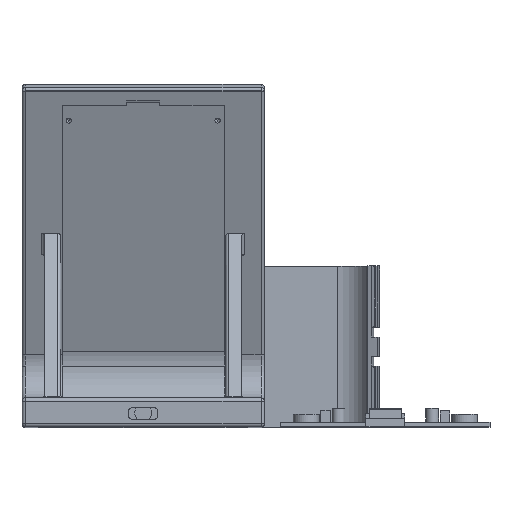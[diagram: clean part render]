
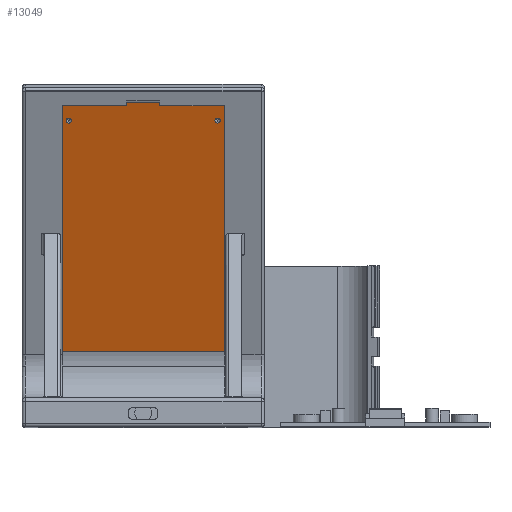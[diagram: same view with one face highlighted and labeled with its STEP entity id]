
A CAD part, top view. The second image highlights one B-rep face of the part: STEP entity #13049.
In plain terms, the highlighted planar face has unit normal (0, -0.342, 0.94).
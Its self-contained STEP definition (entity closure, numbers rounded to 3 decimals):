
#223 = CARTESIAN_POINT ( 'NONE',  ( -25.1, -128820.748, -46926.469 ) ) ;
#429 = CARTESIAN_POINT ( 'NONE',  ( 23., 95.688, -4.724 ) ) ;
#433 = VERTEX_POINT ( 'NONE', #18069 ) ;
#495 = DIRECTION ( 'NONE',  ( 0., 0.94, 0.342 ) ) ;
#513 = DIRECTION ( 'NONE',  ( 1., 0., 0. ) ) ;
#1041 = EDGE_CURVE ( 'NONE', #16467, #16864, #13529, .T. ) ;
#1886 = ORIENTED_EDGE ( 'NONE', *, *, #1041, .T. ) ;
#2012 = DIRECTION ( 'NONE',  ( 0., 0.342, -0.94 ) ) ;
#2368 = CARTESIAN_POINT ( 'NONE',  ( -25.1, 23.48, -31.005 ) ) ;
#2430 = VERTEX_POINT ( 'NONE', #17890 ) ;
#3245 = EDGE_CURVE ( 'NONE', #16864, #16654, #3487, .T. ) ;
#3349 = EDGE_CURVE ( 'NONE', #2430, #13198, #4347, .T. ) ;
#3487 = LINE ( 'NONE', #6233, #12255 ) ;
#4347 = CIRCLE ( 'NONE', #8585, 0.825 ) ;
#4932 = DIRECTION ( 'NONE',  ( 0., -0.342, 0.94 ) ) ;
#5167 = CARTESIAN_POINT ( 'NONE',  ( -25.1, 100.609, -2.932 ) ) ;
#5383 = VERTEX_POINT ( 'NONE', #429 ) ;
#6012 = DIRECTION ( 'NONE',  ( 0., 0.94, 0.342 ) ) ;
#6194 = FACE_BOUND ( 'NONE', #15481, .T. ) ;
#6233 = CARTESIAN_POINT ( 'NONE',  ( 25.1, -128820.748, -46926.469 ) ) ;
#6341 = CARTESIAN_POINT ( 'NONE',  ( 25.1, 100.609, -2.932 ) ) ;
#6636 = CARTESIAN_POINT ( 'NONE',  ( -23., 94.912, -5.006 ) ) ;
#6691 = CARTESIAN_POINT ( 'NONE',  ( 23., 94.912, -5.006 ) ) ;
#6730 = VECTOR ( 'NONE', #16249, 1000. ) ;
#7206 = ORIENTED_EDGE ( 'NONE', *, *, #11597, .F. ) ;
#7438 = FACE_OUTER_BOUND ( 'NONE', #8471, .T. ) ;
#7898 = CARTESIAN_POINT ( 'NONE',  ( -23., 94.137, -5.288 ) ) ;
#8471 = EDGE_LOOP ( 'NONE', ( #10244, #9794, #7206, #1886 ) ) ;
#8585 = AXIS2_PLACEMENT_3D ( 'NONE', #6636, #4932, #18052 ) ;
#8696 = DIRECTION ( 'NONE',  ( 0., 0.94, 0.342 ) ) ;
#9261 = VECTOR ( 'NONE', #513, 1000. ) ;
#9300 = AXIS2_PLACEMENT_3D ( 'NONE', #11545, #17349, #8696 ) ;
#9328 = ORIENTED_EDGE ( 'NONE', *, *, #9373, .F. ) ;
#9373 = EDGE_CURVE ( 'NONE', #433, #5383, #10607, .T. ) ;
#9794 = ORIENTED_EDGE ( 'NONE', *, *, #12302, .F. ) ;
#10244 = ORIENTED_EDGE ( 'NONE', *, *, #3245, .T. ) ;
#10248 = VERTEX_POINT ( 'NONE', #5167 ) ;
#10607 = CIRCLE ( 'NONE', #15139, 0.825 ) ;
#11152 = EDGE_CURVE ( 'NONE', #13198, #2430, #15364, .T. ) ;
#11289 = ORIENTED_EDGE ( 'NONE', *, *, #3349, .F. ) ;
#11488 = EDGE_CURVE ( 'NONE', #5383, #433, #14445, .T. ) ;
#11545 = CARTESIAN_POINT ( 'NONE',  ( -23., 94.912, -5.006 ) ) ;
#11585 = DIRECTION ( 'NONE',  ( 0., -0.94, -0.342 ) ) ;
#11597 = EDGE_CURVE ( 'NONE', #16467, #10248, #11616, .T. ) ;
#11616 = LINE ( 'NONE', #223, #18403 ) ;
#11828 = ORIENTED_EDGE ( 'NONE', *, *, #11488, .F. ) ;
#11947 = EDGE_LOOP ( 'NONE', ( #9328, #11828 ) ) ;
#12002 = CARTESIAN_POINT ( 'NONE',  ( -25.1, -128820.748, -46926.469 ) ) ;
#12255 = VECTOR ( 'NONE', #14976, 1000. ) ;
#12302 = EDGE_CURVE ( 'NONE', #10248, #16654, #14718, .T. ) ;
#12339 = AXIS2_PLACEMENT_3D ( 'NONE', #6691, #12493, #14004 ) ;
#12493 = DIRECTION ( 'NONE',  ( 0., -0.342, 0.94 ) ) ;
#13049 = ADVANCED_FACE ( 'NONE', ( #15023, #6194, #7438 ), #16454, .F. ) ;
#13198 = VERTEX_POINT ( 'NONE', #7898 ) ;
#13298 = CARTESIAN_POINT ( 'NONE',  ( -25.1, 100.609, -2.932 ) ) ;
#13529 = LINE ( 'NONE', #17622, #9261 ) ;
#14004 = DIRECTION ( 'NONE',  ( 0., -0.94, -0.342 ) ) ;
#14120 = CARTESIAN_POINT ( 'NONE',  ( 25.1, 23.48, -31.005 ) ) ;
#14445 = CIRCLE ( 'NONE', #12339, 0.825 ) ;
#14718 = LINE ( 'NONE', #13298, #6730 ) ;
#14976 = DIRECTION ( 'NONE',  ( 0., 0.94, 0.342 ) ) ;
#15023 = FACE_BOUND ( 'NONE', #11947, .T. ) ;
#15139 = AXIS2_PLACEMENT_3D ( 'NONE', #17683, #16160, #11585 ) ;
#15212 = ORIENTED_EDGE ( 'NONE', *, *, #11152, .F. ) ;
#15364 = CIRCLE ( 'NONE', #9300, 0.825 ) ;
#15481 = EDGE_LOOP ( 'NONE', ( #15212, #11289 ) ) ;
#16160 = DIRECTION ( 'NONE',  ( 0., -0.342, 0.94 ) ) ;
#16249 = DIRECTION ( 'NONE',  ( 1., 0., 0. ) ) ;
#16454 = PLANE ( 'NONE',  #16459 ) ;
#16459 = AXIS2_PLACEMENT_3D ( 'NONE', #12002, #2012, #495 ) ;
#16467 = VERTEX_POINT ( 'NONE', #2368 ) ;
#16654 = VERTEX_POINT ( 'NONE', #6341 ) ;
#16864 = VERTEX_POINT ( 'NONE', #14120 ) ;
#17349 = DIRECTION ( 'NONE',  ( 0., -0.342, 0.94 ) ) ;
#17622 = CARTESIAN_POINT ( 'NONE',  ( -25.1, 23.48, -31.005 ) ) ;
#17683 = CARTESIAN_POINT ( 'NONE',  ( 23., 94.912, -5.006 ) ) ;
#17890 = CARTESIAN_POINT ( 'NONE',  ( -23., 95.688, -4.724 ) ) ;
#18052 = DIRECTION ( 'NONE',  ( 0., 0.94, 0.342 ) ) ;
#18069 = CARTESIAN_POINT ( 'NONE',  ( 23., 94.137, -5.288 ) ) ;
#18403 = VECTOR ( 'NONE', #6012, 1000. ) ;
